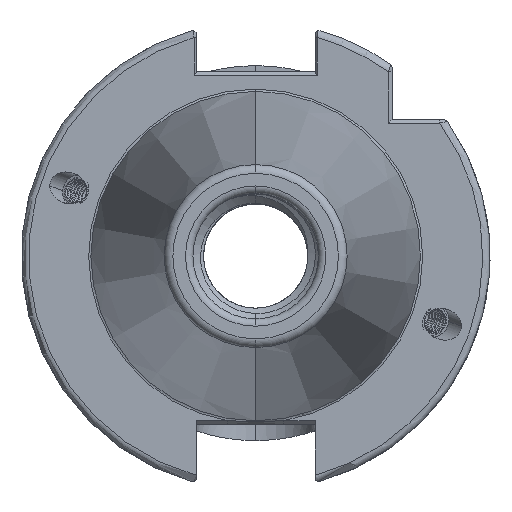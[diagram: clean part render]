
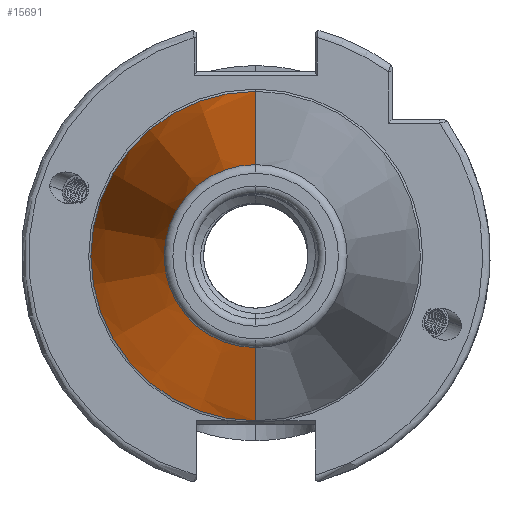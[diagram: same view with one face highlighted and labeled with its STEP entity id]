
A CAD part, left-side view. The second image highlights one B-rep face of the part: STEP entity #15691.
In plain terms, the highlighted conical face has half-angle 8.297 degrees and reference radius 22.692 mm.
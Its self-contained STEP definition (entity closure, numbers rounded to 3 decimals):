
#48 = EDGE_LOOP ( 'NONE', ( #13005, #13016, #9510, #12990 ) ) ;
#5525 = VERTEX_POINT ( 'NONE', #17333 ) ;
#5526 = VERTEX_POINT ( 'NONE', #17335 ) ;
#5536 = VERTEX_POINT ( 'NONE', #17301 ) ;
#5539 = VERTEX_POINT ( 'NONE', #17346 ) ;
#5653 = EDGE_CURVE ( 'NONE', #5536, #5526, #12879, .T. ) ;
#5694 = EDGE_CURVE ( 'NONE', #5536, #5539, #12900, .T. ) ;
#5714 = EDGE_CURVE ( 'NONE', #5526, #5525, #12932, .T. ) ;
#5728 = EDGE_CURVE ( 'NONE', #5539, #5525, #12981, .T. ) ;
#9510 = ORIENTED_EDGE ( 'NONE', *, *, #5728, .F. ) ;
#12193 = DIRECTION ( 'NONE',  ( 1., 0., 0. ) ) ;
#12218 = DIRECTION ( 'NONE',  ( 0., 0., -1. ) ) ;
#12222 = CARTESIAN_POINT ( 'NONE',  ( 0., 0., 0. ) ) ;
#12879 = CIRCLE ( 'NONE', #23623, 12.4 ) ;
#12888 = VECTOR ( 'NONE', #20411, 1000. ) ;
#12900 = LINE ( 'NONE', #20420, #12888 ) ;
#12932 = LINE ( 'NONE', #20512, #12966 ) ;
#12966 = VECTOR ( 'NONE', #20480, 1000. ) ;
#12981 = CIRCLE ( 'NONE', #23731, 22.327 ) ;
#12990 = ORIENTED_EDGE ( 'NONE', *, *, #5694, .F. ) ;
#13005 = ORIENTED_EDGE ( 'NONE', *, *, #5653, .T. ) ;
#13016 = ORIENTED_EDGE ( 'NONE', *, *, #5714, .T. ) ;
#14398 = FACE_OUTER_BOUND ( 'NONE', #48, .T. ) ;
#14472 = CONICAL_SURFACE ( 'NONE', #25441, 22.692, 0.145 ) ;
#15691 = ADVANCED_FACE ( 'NONE', ( #14398 ), #14472, .T. ) ;
#17301 = CARTESIAN_POINT ( 'NONE',  ( -70.573, 0., -12.4 ) ) ;
#17333 = CARTESIAN_POINT ( 'NONE',  ( -2.5, 0., 22.327 ) ) ;
#17335 = CARTESIAN_POINT ( 'NONE',  ( -70.573, 0., 12.4 ) ) ;
#17346 = CARTESIAN_POINT ( 'NONE',  ( -2.5, 0., -22.327 ) ) ;
#20411 = DIRECTION ( 'NONE',  ( 0.99, 0., -0.144 ) ) ;
#20420 = CARTESIAN_POINT ( 'NONE',  ( 0., 0., -22.692 ) ) ;
#20480 = DIRECTION ( 'NONE',  ( 0.99, 0., 0.144 ) ) ;
#20512 = CARTESIAN_POINT ( 'NONE',  ( 0., 0., 22.692 ) ) ;
#20564 = DIRECTION ( 'NONE',  ( 0., 0., -1. ) ) ;
#20578 = DIRECTION ( 'NONE',  ( 1., 0., 0. ) ) ;
#20598 = CARTESIAN_POINT ( 'NONE',  ( -2.5, 0., 0. ) ) ;
#21103 = DIRECTION ( 'NONE',  ( 1., 0., 0. ) ) ;
#21137 = DIRECTION ( 'NONE',  ( 0., 0., 1. ) ) ;
#21140 = CARTESIAN_POINT ( 'NONE',  ( -70.573, 0., 0. ) ) ;
#23623 = AXIS2_PLACEMENT_3D ( 'NONE', #21140, #21103, #21137 ) ;
#23731 = AXIS2_PLACEMENT_3D ( 'NONE', #20598, #20578, #20564 ) ;
#25441 = AXIS2_PLACEMENT_3D ( 'NONE', #12222, #12193, #12218 ) ;
